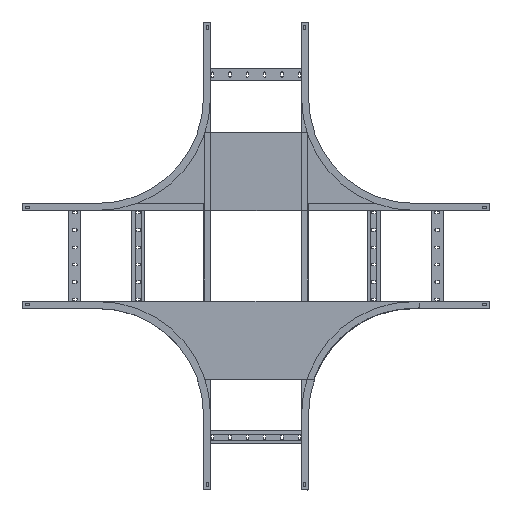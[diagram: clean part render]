
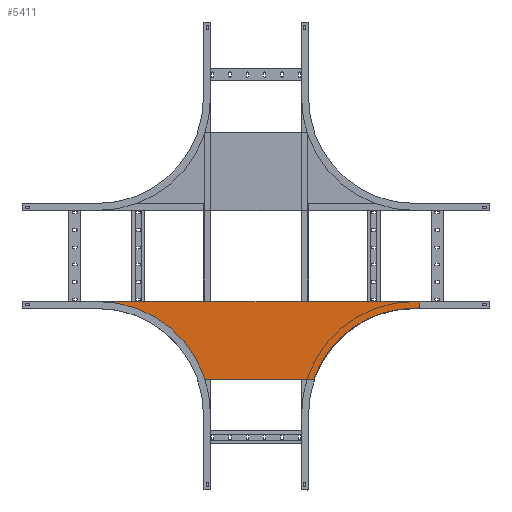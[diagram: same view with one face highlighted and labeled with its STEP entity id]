
A CAD part, top view. The second image highlights one B-rep face of the part: STEP entity #5411.
In plain terms, the highlighted face is planar.
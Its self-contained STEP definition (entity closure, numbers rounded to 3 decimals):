
#32 = CARTESIAN_POINT ( 'NONE',  ( 460.4, -1.2, -380. ) ) ;
#149 = EDGE_CURVE ( 'NONE', #3303, #3994, #6116, .T. ) ;
#194 = VERTEX_POINT ( 'NONE', #4688 ) ;
#338 = VERTEX_POINT ( 'NONE', #9424 ) ;
#436 = DIRECTION ( 'NONE',  ( 0., 0., 1. ) ) ;
#734 = CARTESIAN_POINT ( 'NONE',  ( -460.4, -1.2, -380. ) ) ;
#834 = DIRECTION ( 'NONE',  ( 0., 0., 1. ) ) ;
#914 = VERTEX_POINT ( 'NONE', #4110 ) ;
#951 = CIRCLE ( 'NONE', #4368, 301.8 ) ;
#1315 = FACE_OUTER_BOUND ( 'NONE', #8064, .T. ) ;
#1421 = VECTOR ( 'NONE', #7968, 1000. ) ;
#1429 = VECTOR ( 'NONE', #3940, 1000. ) ;
#1540 = EDGE_CURVE ( 'NONE', #8611, #5912, #951, .T. ) ;
#1552 = CARTESIAN_POINT ( 'NONE',  ( 460.4, -1.2, -375. ) ) ;
#1690 = VECTOR ( 'NONE', #6482, 1000. ) ;
#1720 = LINE ( 'NONE', #2095, #5702 ) ;
#1844 = ORIENTED_EDGE ( 'NONE', *, *, #4831, .F. ) ;
#1926 = CIRCLE ( 'NONE', #2049, 5. ) ;
#2043 = CARTESIAN_POINT ( 'NONE',  ( 449.538, -1.2, -375. ) ) ;
#2049 = AXIS2_PLACEMENT_3D ( 'NONE', #32, #3705, #8215 ) ;
#2095 = CARTESIAN_POINT ( 'NONE',  ( -449.538, -1.2, -375. ) ) ;
#2116 = DIRECTION ( 'NONE',  ( 0., 1., 0. ) ) ;
#2126 = DIRECTION ( 'NONE',  ( 1., 0., 0. ) ) ;
#2165 = ORIENTED_EDGE ( 'NONE', *, *, #2999, .T. ) ;
#2368 = ORIENTED_EDGE ( 'NONE', *, *, #2808, .F. ) ;
#2530 = DIRECTION ( 'NONE',  ( 0., -1., 0. ) ) ;
#2595 = CARTESIAN_POINT ( 'NONE',  ( -637., -1.2, -393.2 ) ) ;
#2773 = ORIENTED_EDGE ( 'NONE', *, *, #8488, .F. ) ;
#2803 = CARTESIAN_POINT ( 'NONE',  ( 164.787, -1.2, -173.2 ) ) ;
#2808 = EDGE_CURVE ( 'NONE', #3994, #338, #3622, .T. ) ;
#2837 = AXIS2_PLACEMENT_3D ( 'NONE', #734, #5152, #834 ) ;
#2999 = EDGE_CURVE ( 'NONE', #8611, #5360, #7528, .T. ) ;
#3021 = ORIENTED_EDGE ( 'NONE', *, *, #1540, .F. ) ;
#3303 = VERTEX_POINT ( 'NONE', #8983 ) ;
#3546 = PLANE ( 'NONE',  #6016 ) ;
#3575 = DIRECTION ( 'NONE',  ( 0., 0., 1. ) ) ;
#3622 = LINE ( 'NONE', #2595, #8007 ) ;
#3660 = VECTOR ( 'NONE', #5776, 1000. ) ;
#3665 = VERTEX_POINT ( 'NONE', #8813 ) ;
#3705 = DIRECTION ( 'NONE',  ( 0., -1., 0. ) ) ;
#3940 = DIRECTION ( 'NONE',  ( 0., 0., -1. ) ) ;
#3994 = VERTEX_POINT ( 'NONE', #4114 ) ;
#4110 = CARTESIAN_POINT ( 'NONE',  ( -465.4, -1.2, -380. ) ) ;
#4114 = CARTESIAN_POINT ( 'NONE',  ( 465.4, -1.2, -393.2 ) ) ;
#4295 = CARTESIAN_POINT ( 'NONE',  ( -164.787, -1.2, -173.2 ) ) ;
#4368 = AXIS2_PLACEMENT_3D ( 'NONE', #7599, #2530, #7092 ) ;
#4398 = ORIENTED_EDGE ( 'NONE', *, *, #8193, .T. ) ;
#4688 = CARTESIAN_POINT ( 'NONE',  ( -460.4, -1.2, -375. ) ) ;
#4740 = ORIENTED_EDGE ( 'NONE', *, *, #7003, .F. ) ;
#4831 = EDGE_CURVE ( 'NONE', #5912, #5423, #6006, .T. ) ;
#4975 = ORIENTED_EDGE ( 'NONE', *, *, #7601, .F. ) ;
#5152 = DIRECTION ( 'NONE',  ( 0., -1., 0. ) ) ;
#5360 = VERTEX_POINT ( 'NONE', #4295 ) ;
#5411 = ADVANCED_FACE ( 'NONE', ( #1315 ), #3546, .F. ) ;
#5423 = VERTEX_POINT ( 'NONE', #1552 ) ;
#5702 = VECTOR ( 'NONE', #2126, 1000. ) ;
#5776 = DIRECTION ( 'NONE',  ( 0., 0., 1. ) ) ;
#5858 = CIRCLE ( 'NONE', #6351, 301.8 ) ;
#5912 = VERTEX_POINT ( 'NONE', #2043 ) ;
#6006 = LINE ( 'NONE', #6393, #1421 ) ;
#6016 = AXIS2_PLACEMENT_3D ( 'NONE', #6508, #2116, #3575 ) ;
#6116 = LINE ( 'NONE', #7627, #1429 ) ;
#6351 = AXIS2_PLACEMENT_3D ( 'NONE', #9179, #8373, #436 ) ;
#6393 = CARTESIAN_POINT ( 'NONE',  ( 449.538, -1.2, -375. ) ) ;
#6394 = ORIENTED_EDGE ( 'NONE', *, *, #9404, .T. ) ;
#6482 = DIRECTION ( 'NONE',  ( -1., 0., 0. ) ) ;
#6508 = CARTESIAN_POINT ( 'NONE',  ( -449.538, -1.2, -73.2 ) ) ;
#6528 = CARTESIAN_POINT ( 'NONE',  ( -465.4, -1.2, -395.4 ) ) ;
#6611 = CARTESIAN_POINT ( 'NONE',  ( -560., -1.2, -173.2 ) ) ;
#6858 = ORIENTED_EDGE ( 'NONE', *, *, #149, .F. ) ;
#7003 = EDGE_CURVE ( 'NONE', #338, #914, #7241, .T. ) ;
#7007 = CIRCLE ( 'NONE', #2837, 5. ) ;
#7092 = DIRECTION ( 'NONE',  ( 0., 0., -1. ) ) ;
#7241 = LINE ( 'NONE', #6528, #3660 ) ;
#7528 = LINE ( 'NONE', #6611, #1690 ) ;
#7599 = CARTESIAN_POINT ( 'NONE',  ( 449.538, -1.2, -73.2 ) ) ;
#7601 = EDGE_CURVE ( 'NONE', #194, #3665, #1720, .T. ) ;
#7627 = CARTESIAN_POINT ( 'NONE',  ( 465.4, -1.2, -395.4 ) ) ;
#7653 = DIRECTION ( 'NONE',  ( -1., 0., 0. ) ) ;
#7968 = DIRECTION ( 'NONE',  ( 1., 0., 0. ) ) ;
#8007 = VECTOR ( 'NONE', #7653, 1000. ) ;
#8064 = EDGE_LOOP ( 'NONE', ( #6858, #4398, #1844, #3021, #2165, #2773, #4975, #6394, #4740, #2368 ) ) ;
#8193 = EDGE_CURVE ( 'NONE', #3303, #5423, #1926, .T. ) ;
#8215 = DIRECTION ( 'NONE',  ( 0., 0., 1. ) ) ;
#8373 = DIRECTION ( 'NONE',  ( 0., -1., 0. ) ) ;
#8488 = EDGE_CURVE ( 'NONE', #3665, #5360, #5858, .T. ) ;
#8611 = VERTEX_POINT ( 'NONE', #2803 ) ;
#8813 = CARTESIAN_POINT ( 'NONE',  ( -449.538, -1.2, -375. ) ) ;
#8983 = CARTESIAN_POINT ( 'NONE',  ( 465.4, -1.2, -380. ) ) ;
#9179 = CARTESIAN_POINT ( 'NONE',  ( -449.538, -1.2, -73.2 ) ) ;
#9404 = EDGE_CURVE ( 'NONE', #194, #914, #7007, .T. ) ;
#9424 = CARTESIAN_POINT ( 'NONE',  ( -465.4, -1.2, -393.2 ) ) ;
